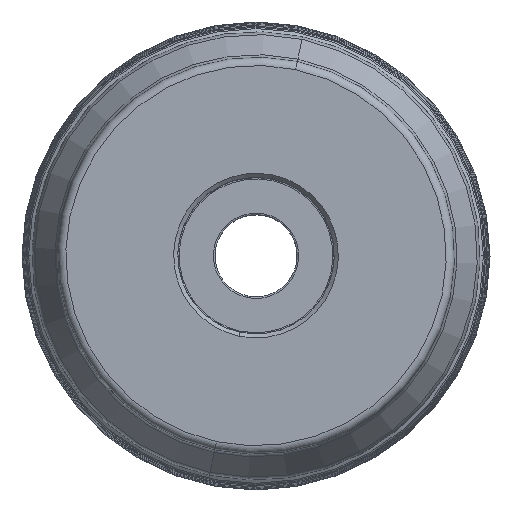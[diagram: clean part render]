
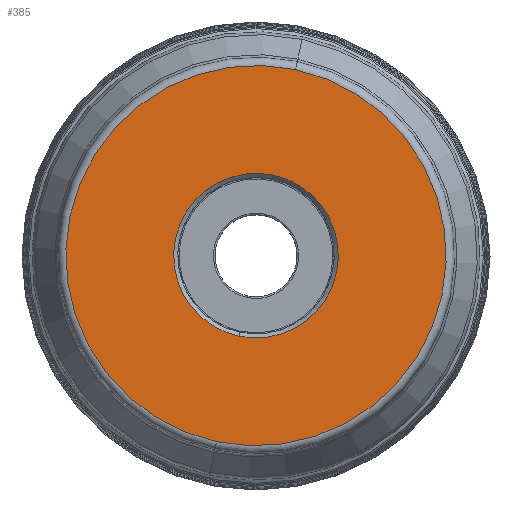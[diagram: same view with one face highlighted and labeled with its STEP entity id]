
A CAD part, top view. The second image highlights one B-rep face of the part: STEP entity #385.
In plain terms, the highlighted planar face has unit normal (0, 0, 1).
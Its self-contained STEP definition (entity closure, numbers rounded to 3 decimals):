
#61=PLANE('',#3915);
#73=FACE_BOUND('',#893,.T.);
#74=FACE_BOUND('',#894,.T.);
#385=ADVANCED_FACE('',(#73,#74),#61,.F.);
#893=EDGE_LOOP('',(#1652,#1653,#1654,#1655));
#894=EDGE_LOOP('',(#1656,#1657));
#1652=ORIENTED_EDGE('',*,*,#2424,.T.);
#1653=ORIENTED_EDGE('',*,*,#2425,.T.);
#1654=ORIENTED_EDGE('',*,*,#2426,.F.);
#1655=ORIENTED_EDGE('',*,*,#2427,.F.);
#1656=ORIENTED_EDGE('',*,*,#2423,.T.);
#1657=ORIENTED_EDGE('',*,*,#2421,.T.);
#2004=VERTEX_POINT('',#7374);
#2005=VERTEX_POINT('',#7376);
#2006=VERTEX_POINT('',#7382);
#2007=VERTEX_POINT('',#7383);
#2008=VERTEX_POINT('',#7385);
#2009=VERTEX_POINT('',#7387);
#2421=EDGE_CURVE('',#2005,#2004,#2936,.T.);
#2423=EDGE_CURVE('',#2004,#2005,#2937,.T.);
#2424=EDGE_CURVE('',#2006,#2007,#2938,.T.);
#2425=EDGE_CURVE('',#2007,#2008,#2939,.T.);
#2426=EDGE_CURVE('',#2009,#2008,#2940,.T.);
#2427=EDGE_CURVE('',#2006,#2009,#2941,.T.);
#2936=CIRCLE('',#3907,20.085);
#2937=CIRCLE('',#3909,20.085);
#2938=CIRCLE('',#3911,46.385);
#2939=CIRCLE('',#3912,46.385);
#2940=CIRCLE('',#3913,46.385);
#2941=CIRCLE('',#3914,46.385);
#3907=AXIS2_PLACEMENT_3D('',#7375,#4901,#4902);
#3909=AXIS2_PLACEMENT_3D('',#7379,#4906,#4907);
#3911=AXIS2_PLACEMENT_3D('',#7381,#4910,#4911);
#3912=AXIS2_PLACEMENT_3D('',#7384,#4912,#4913);
#3913=AXIS2_PLACEMENT_3D('',#7386,#4914,#4915);
#3914=AXIS2_PLACEMENT_3D('',#7388,#4916,#4917);
#3915=AXIS2_PLACEMENT_3D('',#7389,#4918,#4919);
#4901=DIRECTION('',(0.,0.,-1.));
#4902=DIRECTION('',(-0.208,-0.978,0.));
#4906=DIRECTION('',(0.,0.,-1.));
#4907=DIRECTION('',(0.208,0.978,0.));
#4910=DIRECTION('',(0.,0.,1.));
#4911=DIRECTION('',(0.208,0.978,0.));
#4912=DIRECTION('',(0.,0.,1.));
#4913=DIRECTION('',(-0.208,-0.978,0.));
#4914=DIRECTION('',(0.,0.,-1.));
#4915=DIRECTION('',(-0.208,-0.978,0.));
#4916=DIRECTION('',(0.,0.,-1.));
#4917=DIRECTION('',(0.208,0.978,0.));
#4918=DIRECTION('',(0.,0.,-1.));
#4919=DIRECTION('',(0.208,0.978,0.));
#7374=CARTESIAN_POINT('',(4.176,19.646,0.));
#7375=CARTESIAN_POINT('',(0.,0.,0.));
#7376=CARTESIAN_POINT('',(-4.176,-19.646,0.));
#7379=CARTESIAN_POINT('',(0.,0.,0.));
#7381=CARTESIAN_POINT('',(0.,0.,0.));
#7382=CARTESIAN_POINT('',(9.629,45.375,0.));
#7383=CARTESIAN_POINT('',(-9.644,-45.371,0.));
#7384=CARTESIAN_POINT('',(0.,0.,0.));
#7385=CARTESIAN_POINT('',(-9.629,-45.375,0.));
#7386=CARTESIAN_POINT('',(0.,0.,0.));
#7387=CARTESIAN_POINT('',(9.644,45.371,0.));
#7388=CARTESIAN_POINT('',(0.,0.,0.));
#7389=CARTESIAN_POINT('',(0.,0.,0.));
